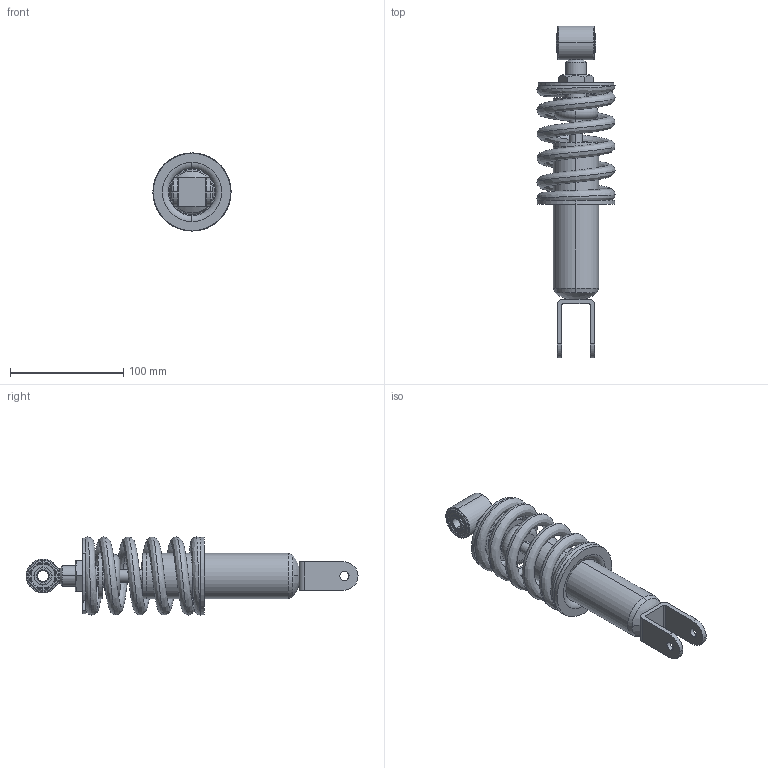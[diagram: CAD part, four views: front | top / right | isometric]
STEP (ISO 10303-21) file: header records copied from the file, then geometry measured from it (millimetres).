
FILE_DESCRIPTION (( 'STEP AP203' ), '1' );
FILE_NAME ('rs125-ShockAbsorber.STEP', '2021-02-02T07:20:23', ( '' ), ( '' ), 'SwSTEP 2.0', 'SolidWorks 2018', '' );
FILE_SCHEMA (( 'CONFIG_CONTROL_DESIGN' ));
Length unit declared in the file: millimetre
Products named in the file (38): Deckel_PRESSIONE_NON_APRIRE; Daempferkoerper_Standard<Wie bearbeitet>; Scheibe-PufferOben; Gummipuffer-EP19_20_-1-213-001-3833; MutterM18x1_5_oben; PufferTeller; Kolbendichtung; Ventil-0_2; Trennkolben; Scheibe-22-8-0_2; Kolbenstange; MutterKolbenstange; FederFlexibel; Ventil-0_35; Scheibe-26-8-0_2; Hutmanschette-Corteco_B_46_CFW_25_700_D11-5; Kolben; Scheibe-16-8-2; Scheibe-15-8-2; Dichtring-CFW_23_1-232-000-0272; BaugruppeKolbenstange; FedertellerUnten; BaugruppeKolben; Scheibe-30-8-0_2; Scheibe-18-8-0_15; BaugruppeZylinder; rs125-ShockAbsorber; Scheibe-30-8-0_35; Scheibe-22-8-0_25; DichtungsHalterungUnten; FedertellerOben; Scheibe-26-8-0_35; Deckel-Oben; Ring-40; Gummipuffer-Oben; Scheibe-18-8-0_25; Ring-36; Scheibe-Auge
Assembly tree (40 placements, depth 4):
  rs125-ShockAbsorber
    BaugruppeKolbenstange
      BaugruppeKolben
        Kolben
        Scheibe-16-8-2
        Scheibe-22-8-0_2
        Scheibe-26-8-0_2
        Scheibe-30-8-0_2  x2
        Scheibe-18-8-0_15
        Ventil-0_2
        Ventil-0_35  x2
        Scheibe-30-8-0_35
        Scheibe-26-8-0_35
        Scheibe-22-8-0_25
        Scheibe-18-8-0_25
        Scheibe-15-8-2
        Kolbendichtung
      FedertellerOben
      Gummipuffer-EP19_20_-1-213-001-3833
      Gummipuffer-Oben
      Kolbenstange
      MutterKolbenstange
      MutterM18x1_5_oben
      PufferTeller
      Scheibe-Auge
      Scheibe-PufferOben
    BaugruppeZylinder
      Daempferkoerper_Standard<Wie bearbeitet>
      Deckel_PRESSIONE_NON_APRIRE
      Deckel-Oben
      Dichtring-CFW_23_1-232-000-0272
      DichtungsHalterungUnten
      FedertellerUnten
      Hutmanschette-Corteco_B_46_CFW_25_700_D11-5
      Ring-36  x2
      Ring-40
    Trennkolben
    FederFlexibel
Bounding box: 68.99 x 293.38 x 68.99 mm (x, y, z)
Volume: 256861.8 mm3; surface area: 156495.5 mm2
Topology: 39 solids, 39 shells, 640 faces, 1471 edges, 926 vertices
Faces by surface type: cylinder 246, plane 171, torus 100, cone 88, bspline 29, sphere 6
Entity records: 28065 total; most frequent: CARTESIAN_POINT 9412, DIRECTION 3357, ORIENTED_EDGE 2836, AXIS2_PLACEMENT_3D 1449, EDGE_CURVE 1418, VERTEX_POINT 892, CIRCLE 817, EDGE_LOOP 710
